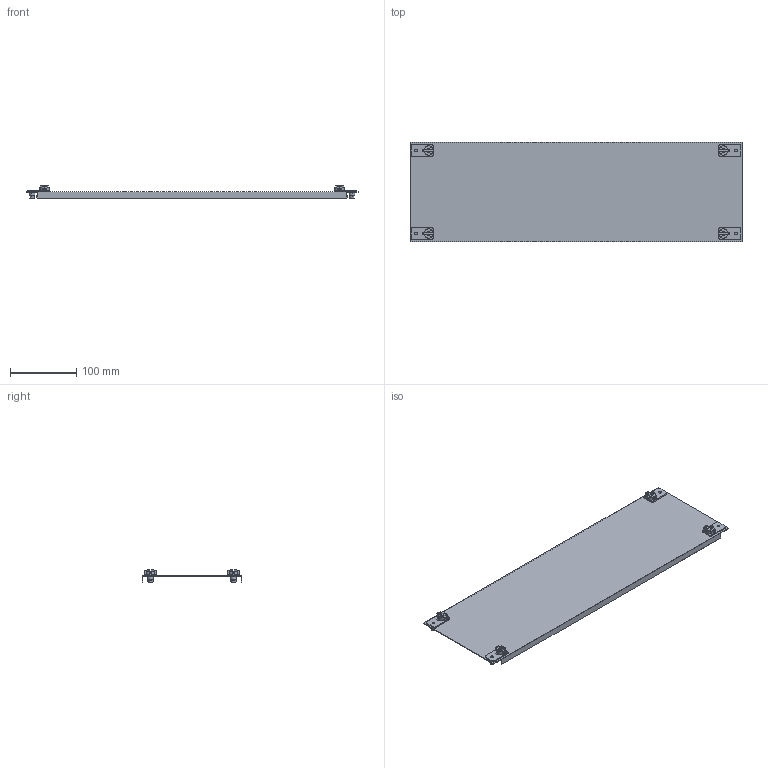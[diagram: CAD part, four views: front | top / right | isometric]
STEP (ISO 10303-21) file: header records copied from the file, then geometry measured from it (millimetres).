
FILE_DESCRIPTION((''),'2;1');
FILE_NAME('001101430_CP_1_4_1_F_ASM','2023-01-23T08:12:26',('klemen.sitar'),('Audax d.o.o.'),'CREO PARAMETRIC BY PTC INC, 2021304','CREO PARAMETRIC BY PTC INC, 2021304','');
FILE_SCHEMA(('AP242_MANAGED_MODEL_BASED_3D_ENGINEERING_MIM_LF { 1 0 10303 442 1 1 4 }'));
Length unit declared in the file: millimetre
Products named in the file (17): PRT0002_1_1_1; PRT0002_1_1_1_1_1_1_1_1_1; PRT0003_1_1_1_1_1_1_1_1_1; 001101421_CP_1_4_0_33_F_ASM_1_A_ASM; PRT0002_1_1_1_1_1_1_1_2_1_1_1; PRT0003_1_1_1_1_1_1_1_2_1_1_1; XYZ_ASM_1_ASM; 001101421_CP_1_4_0_33_F_ASM_1_ASM; PRT0002_1_1_1_1_1_1_1_2_1_1_1_2; PRT0003_1_1_1_1_1_1_1_2_1_1_1_2; 001101421_CP_1_4_0_33_F_ASM_1_1_ASM; PRT0002_1_1_1_1_1_1_1_1_1_1_1; PRT0003_1_1_1_1_1_1_1_1_1_1_1; XYZ_ASM_1_1_ASM; 001101421_CP_1_4_0_33_F_ASM_1_2_ASM; ASM0001_ASM; 001101430_CP_1_4_1_F_ASM
Assembly tree (16 placements, depth 5):
  001101430_CP_1_4_1_F_ASM
    001101421_CP_1_4_0_33_F_ASM_1_ASM
      001101421_CP_1_4_0_33_F_ASM_1_A_ASM
        PRT0002_1_1_1
        PRT0002_1_1_1_1_1_1_1_1_1
        PRT0003_1_1_1_1_1_1_1_1_1
      XYZ_ASM_1_ASM
        PRT0002_1_1_1_1_1_1_1_2_1_1_1
        PRT0003_1_1_1_1_1_1_1_2_1_1_1
    ASM0001_ASM
      001101421_CP_1_4_0_33_F_ASM_1_2_ASM
        001101421_CP_1_4_0_33_F_ASM_1_1_ASM
          PRT0002_1_1_1_1_1_1_1_2_1_1_1_2
          PRT0003_1_1_1_1_1_1_1_2_1_1_1_2
        XYZ_ASM_1_1_ASM
          PRT0002_1_1_1_1_1_1_1_1_1_1_1
          PRT0003_1_1_1_1_1_1_1_1_1_1_1
Bounding box: 500 x 150 x 18.6 mm (x, y, z)
Volume: 94481.2 mm3; surface area: 179256.8 mm2
Topology: 9 solids, 9 shells, 350 faces, 1044 edges, 760 vertices
Faces by surface type: plane 222, cylinder 120, cone 8
Entity records: 18659 total; most frequent: CARTESIAN_POINT 2806, DIRECTION 2108, ORIENTED_EDGE 2000, PRESENTATION_STYLE_ASSIGNMENT 1079, STYLED_ITEM 1079, CURVE_STYLE 1070, EDGE_CURVE 1000, PRESENTATION_LAYER_ASSIGNMENT 919
